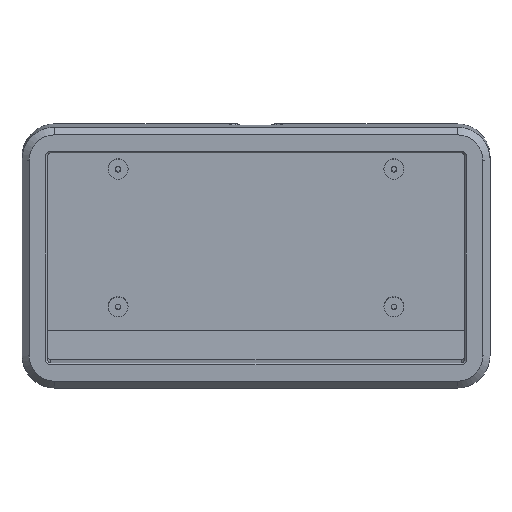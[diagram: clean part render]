
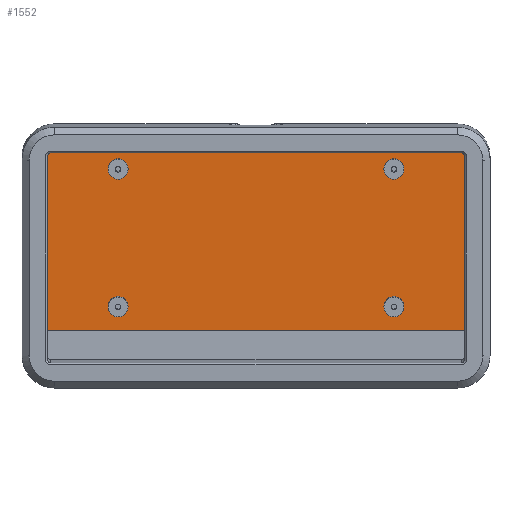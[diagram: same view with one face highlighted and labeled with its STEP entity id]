
A CAD part, top view. The second image highlights one B-rep face of the part: STEP entity #1552.
In plain terms, the highlighted planar face has unit normal (0, -0.052, 0.999).
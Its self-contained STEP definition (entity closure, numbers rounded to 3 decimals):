
#68=FACE_BOUND('',#268,.T.);
#69=FACE_BOUND('',#269,.T.);
#70=FACE_BOUND('',#270,.T.);
#71=FACE_BOUND('',#271,.T.);
#96=PLANE('',#1688);
#166=FACE_OUTER_BOUND('',#267,.T.);
#267=EDGE_LOOP('',(#1219,#1220,#1221,#1222,#1223,#1224,#1225,#1226,#1227,
#1228));
#268=EDGE_LOOP('',(#1229));
#269=EDGE_LOOP('',(#1230));
#270=EDGE_LOOP('',(#1231));
#271=EDGE_LOOP('',(#1232));
#383=LINE('',#2475,#523);
#385=LINE('',#2481,#525);
#386=LINE('',#2483,#526);
#387=LINE('',#2487,#527);
#388=LINE('',#2489,#528);
#389=LINE('',#2491,#529);
#390=LINE('',#2495,#530);
#391=LINE('',#2496,#531);
#523=VECTOR('',#1979,10.);
#525=VECTOR('',#1985,10.);
#526=VECTOR('',#1986,10.);
#527=VECTOR('',#1989,10.);
#528=VECTOR('',#1990,10.);
#529=VECTOR('',#1991,10.);
#530=VECTOR('',#1994,10.);
#531=VECTOR('',#1995,10.);
#621=CIRCLE('',#1641,2.75);
#623=CIRCLE('',#1645,2.75);
#625=CIRCLE('',#1649,2.75);
#627=CIRCLE('',#1653,2.75);
#643=CIRCLE('',#1689,1.);
#644=CIRCLE('',#1690,1.);
#691=VERTEX_POINT('',#2278);
#693=VERTEX_POINT('',#2285);
#695=VERTEX_POINT('',#2292);
#697=VERTEX_POINT('',#2299);
#734=VERTEX_POINT('',#2472);
#735=VERTEX_POINT('',#2474);
#737=VERTEX_POINT('',#2480);
#738=VERTEX_POINT('',#2482);
#739=VERTEX_POINT('',#2484);
#740=VERTEX_POINT('',#2486);
#741=VERTEX_POINT('',#2488);
#742=VERTEX_POINT('',#2490);
#743=VERTEX_POINT('',#2492);
#744=VERTEX_POINT('',#2494);
#843=EDGE_CURVE('',#691,#691,#621,.T.);
#846=EDGE_CURVE('',#693,#693,#623,.T.);
#849=EDGE_CURVE('',#695,#695,#625,.T.);
#852=EDGE_CURVE('',#697,#697,#627,.T.);
#910=EDGE_CURVE('',#735,#734,#383,.T.);
#913=EDGE_CURVE('',#737,#734,#385,.T.);
#914=EDGE_CURVE('',#737,#738,#386,.T.);
#915=EDGE_CURVE('',#738,#739,#643,.T.);
#916=EDGE_CURVE('',#739,#740,#387,.T.);
#917=EDGE_CURVE('',#740,#741,#388,.T.);
#918=EDGE_CURVE('',#741,#742,#389,.T.);
#919=EDGE_CURVE('',#742,#743,#644,.T.);
#920=EDGE_CURVE('',#743,#744,#390,.T.);
#921=EDGE_CURVE('',#744,#735,#391,.T.);
#1219=ORIENTED_EDGE('',*,*,#910,.T.);
#1220=ORIENTED_EDGE('',*,*,#913,.F.);
#1221=ORIENTED_EDGE('',*,*,#914,.T.);
#1222=ORIENTED_EDGE('',*,*,#915,.T.);
#1223=ORIENTED_EDGE('',*,*,#916,.T.);
#1224=ORIENTED_EDGE('',*,*,#917,.T.);
#1225=ORIENTED_EDGE('',*,*,#918,.T.);
#1226=ORIENTED_EDGE('',*,*,#919,.T.);
#1227=ORIENTED_EDGE('',*,*,#920,.T.);
#1228=ORIENTED_EDGE('',*,*,#921,.T.);
#1229=ORIENTED_EDGE('',*,*,#843,.T.);
#1230=ORIENTED_EDGE('',*,*,#846,.T.);
#1231=ORIENTED_EDGE('',*,*,#849,.T.);
#1232=ORIENTED_EDGE('',*,*,#852,.T.);
#1552=ADVANCED_FACE('',(#166,#68,#69,#70,#71),#96,.F.);
#1641=AXIS2_PLACEMENT_3D('',#2279,#1849,#1850);
#1645=AXIS2_PLACEMENT_3D('',#2286,#1858,#1859);
#1649=AXIS2_PLACEMENT_3D('',#2293,#1867,#1868);
#1653=AXIS2_PLACEMENT_3D('',#2300,#1876,#1877);
#1688=AXIS2_PLACEMENT_3D('',#2479,#1983,#1984);
#1689=AXIS2_PLACEMENT_3D('',#2485,#1987,#1988);
#1690=AXIS2_PLACEMENT_3D('',#2493,#1992,#1993);
#1849=DIRECTION('center_axis',(0.,0.052,
-0.999));
#1850=DIRECTION('ref_axis',(1.,0.,0.));
#1858=DIRECTION('center_axis',(0.,0.052,
-0.999));
#1859=DIRECTION('ref_axis',(1.,0.,0.));
#1867=DIRECTION('center_axis',(0.,0.052,
-0.999));
#1868=DIRECTION('ref_axis',(1.,0.,0.));
#1876=DIRECTION('center_axis',(0.,0.052,
-0.999));
#1877=DIRECTION('ref_axis',(1.,0.,0.));
#1979=DIRECTION('',(-1.,0.,0.));
#1983=DIRECTION('center_axis',(0.,0.052,
-0.999));
#1984=DIRECTION('ref_axis',(1.,0.,0.));
#1985=DIRECTION('',(0.,0.999,0.052));
#1986=DIRECTION('',(-1.,0.,0.));
#1987=DIRECTION('center_axis',(0.,-0.052,
0.999));
#1988=DIRECTION('ref_axis',(-0.707,0.706,0.037));
#1989=DIRECTION('',(0.,-0.999,-0.052));
#1990=DIRECTION('',(1.,0.,0.));
#1991=DIRECTION('',(0.,0.999,0.052));
#1992=DIRECTION('center_axis',(0.,-0.052,
0.999));
#1993=DIRECTION('ref_axis',(0.707,0.706,0.037));
#1994=DIRECTION('',(-1.,0.,0.));
#1995=DIRECTION('',(0.,0.999,0.052));
#2278=CARTESIAN_POINT('',(16.3,14.351,-2.317));
#2279=CARTESIAN_POINT('Origin',(19.05,14.351,-2.317));
#2285=CARTESIAN_POINT('',(92.5,14.351,-2.317));
#2286=CARTESIAN_POINT('Origin',(95.25,14.351,-2.317));
#2292=CARTESIAN_POINT('',(16.3,52.399,-0.323));
#2293=CARTESIAN_POINT('Origin',(19.05,52.399,-0.323));
#2299=CARTESIAN_POINT('',(92.5,52.399,-0.323));
#2300=CARTESIAN_POINT('Origin',(95.25,52.399,-0.323));
#2472=CARTESIAN_POINT('',(53.975,60.148,0.083));
#2474=CARTESIAN_POINT('',(60.325,60.148,0.083));
#2475=CARTESIAN_POINT('',(57.15,60.148,0.083));
#2479=CARTESIAN_POINT('Origin',(57.15,28.619,-1.57));
#2480=CARTESIAN_POINT('',(53.975,57.654,-0.048));
#2481=CARTESIAN_POINT('',(53.975,57.654,-0.048));
#2482=CARTESIAN_POINT('',(0.5,57.654,-0.048));
#2483=CARTESIAN_POINT('',(85.975,57.654,-0.048));
#2484=CARTESIAN_POINT('',(-0.5,56.655,-0.1));
#2485=CARTESIAN_POINT('Origin',(0.5,56.655,-0.1));
#2486=CARTESIAN_POINT('',(-0.5,7.568,-2.673));
#2487=CARTESIAN_POINT('',(-0.5,43.137,-0.809));
#2488=CARTESIAN_POINT('',(114.8,7.568,-2.673));
#2489=CARTESIAN_POINT('',(57.15,7.568,-2.673));
#2490=CARTESIAN_POINT('',(114.8,56.655,-0.1));
#2491=CARTESIAN_POINT('',(114.8,14.101,-2.33));
#2492=CARTESIAN_POINT('',(113.8,57.654,-0.048));
#2493=CARTESIAN_POINT('Origin',(113.8,56.655,-0.1));
#2494=CARTESIAN_POINT('',(60.325,57.654,-0.048));
#2495=CARTESIAN_POINT('',(85.975,57.654,-0.048));
#2496=CARTESIAN_POINT('',(60.325,57.654,-0.048));
